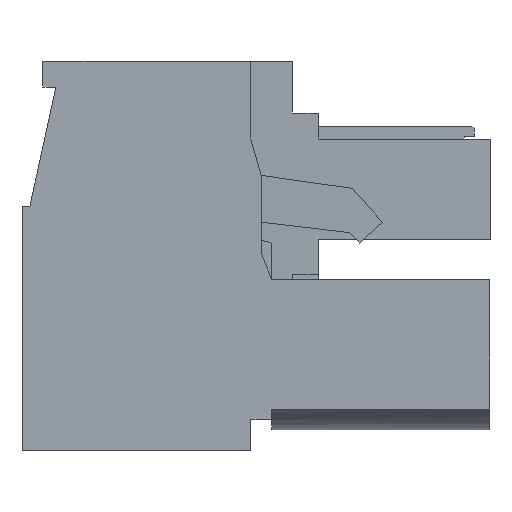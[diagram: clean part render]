
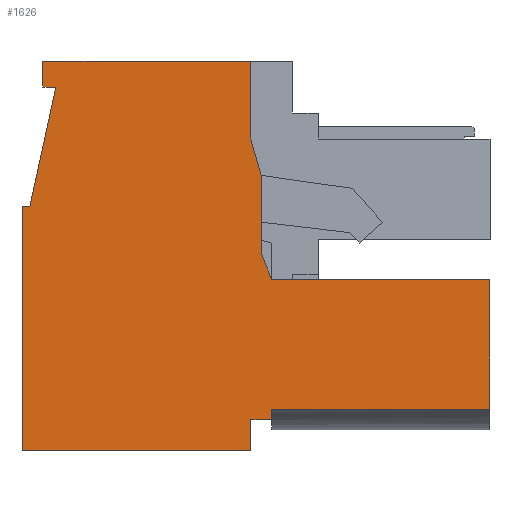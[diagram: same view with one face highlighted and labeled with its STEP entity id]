
A CAD part, left-side view. The second image highlights one B-rep face of the part: STEP entity #1626.
In plain terms, the highlighted planar face has unit normal (-1, 0, 0).
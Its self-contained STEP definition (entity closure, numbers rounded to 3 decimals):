
#1=DIRECTION('',(0.,0.,1.));
#2=VECTOR('',#1,1.);
#3=CARTESIAN_POINT('',(93.,47.2,-1.));
#4=LINE('',#3,#2);
#5=DIRECTION('',(0.,-1.,0.));
#6=VECTOR('',#5,8.);
#7=CARTESIAN_POINT('',(93.,47.2,0.));
#8=LINE('',#7,#6);
#9=DIRECTION('',(0.,0.,-1.));
#10=VECTOR('',#9,3.);
#11=CARTESIAN_POINT('',(93.,39.2,0.));
#12=LINE('',#11,#10);
#13=DIRECTION('',(0.,-0.275,-0.962));
#14=VECTOR('',#13,1.456);
#15=CARTESIAN_POINT('',(93.,39.2,-3.));
#16=LINE('',#15,#14);
#17=DIRECTION('',(0.,0.,-1.));
#18=VECTOR('',#17,3.);
#19=CARTESIAN_POINT('',(93.,38.8,-4.4));
#20=LINE('',#19,#18);
#21=DIRECTION('',(0.,-0.371,-0.928));
#22=VECTOR('',#21,1.077);
#23=CARTESIAN_POINT('',(93.,38.8,-7.4));
#24=LINE('',#23,#22);
#25=DIRECTION('',(0.,-1.,0.));
#26=VECTOR('',#25,8.4);
#27=CARTESIAN_POINT('',(93.,38.4,-8.4));
#28=LINE('',#27,#26);
#29=DIRECTION('',(0.,0.,-1.));
#30=VECTOR('',#29,5.);
#31=CARTESIAN_POINT('',(93.,30.,-8.4));
#32=LINE('',#31,#30);
#33=DIRECTION('',(0.,1.,0.));
#34=VECTOR('',#33,8.4);
#35=CARTESIAN_POINT('',(93.,30.,-13.4));
#36=LINE('',#35,#34);
#37=DIRECTION('',(0.,0.,-1.));
#38=VECTOR('',#37,0.4);
#39=CARTESIAN_POINT('',(93.,38.4,-13.4));
#40=LINE('',#39,#38);
#41=DIRECTION('',(0.,1.,0.));
#42=VECTOR('',#41,0.8);
#43=CARTESIAN_POINT('',(93.,38.4,-13.8));
#44=LINE('',#43,#42);
#45=DIRECTION('',(0.,0.,-1.));
#46=VECTOR('',#45,1.2);
#47=CARTESIAN_POINT('',(93.,39.2,-13.8));
#48=LINE('',#47,#46);
#49=DIRECTION('',(0.,1.,0.));
#50=VECTOR('',#49,8.8);
#51=CARTESIAN_POINT('',(93.,39.2,-15.));
#52=LINE('',#51,#50);
#53=DIRECTION('',(0.,0.,1.));
#54=VECTOR('',#53,9.4);
#55=CARTESIAN_POINT('',(93.,48.,-15.));
#56=LINE('',#55,#54);
#57=DIRECTION('',(0.,-1.,0.));
#58=VECTOR('',#57,0.3);
#59=CARTESIAN_POINT('',(93.,48.,-5.6));
#60=LINE('',#59,#58);
#61=DIRECTION('',(0.,-0.212,0.977));
#62=VECTOR('',#61,4.707);
#63=CARTESIAN_POINT('',(93.,47.7,-5.6));
#64=LINE('',#63,#62);
#65=DIRECTION('',(0.,1.,0.));
#66=VECTOR('',#65,0.5);
#67=CARTESIAN_POINT('',(93.,46.7,-1.));
#68=LINE('',#67,#66);
#1209=CARTESIAN_POINT('',(93.,47.2,-1.));
#1210=CARTESIAN_POINT('',(93.,47.2,0.));
#1211=VERTEX_POINT('',#1209);
#1212=VERTEX_POINT('',#1210);
#1213=CARTESIAN_POINT('',(93.,39.2,0.));
#1214=VERTEX_POINT('',#1213);
#1215=CARTESIAN_POINT('',(93.,39.2,-3.));
#1216=VERTEX_POINT('',#1215);
#1217=CARTESIAN_POINT('',(93.,38.8,-4.4));
#1218=VERTEX_POINT('',#1217);
#1219=CARTESIAN_POINT('',(93.,38.8,-7.4));
#1220=VERTEX_POINT('',#1219);
#1221=CARTESIAN_POINT('',(93.,38.4,-8.4));
#1222=VERTEX_POINT('',#1221);
#1223=CARTESIAN_POINT('',(93.,30.,-8.4));
#1224=VERTEX_POINT('',#1223);
#1225=CARTESIAN_POINT('',(93.,30.,-13.4));
#1226=VERTEX_POINT('',#1225);
#1227=CARTESIAN_POINT('',(93.,38.4,-13.4));
#1228=VERTEX_POINT('',#1227);
#1229=CARTESIAN_POINT('',(93.,38.4,-13.8));
#1230=VERTEX_POINT('',#1229);
#1231=CARTESIAN_POINT('',(93.,39.2,-13.8));
#1232=VERTEX_POINT('',#1231);
#1233=CARTESIAN_POINT('',(93.,39.2,-15.));
#1234=VERTEX_POINT('',#1233);
#1235=CARTESIAN_POINT('',(93.,48.,-15.));
#1236=VERTEX_POINT('',#1235);
#1237=CARTESIAN_POINT('',(93.,48.,-5.6));
#1238=VERTEX_POINT('',#1237);
#1239=CARTESIAN_POINT('',(93.,47.7,-5.6));
#1240=VERTEX_POINT('',#1239);
#1241=CARTESIAN_POINT('',(93.,46.7,-1.));
#1242=VERTEX_POINT('',#1241);
#1585=CARTESIAN_POINT('',(93.,0.,0.));
#1586=DIRECTION('',(-1.,0.,0.));
#1587=DIRECTION('',(0.,-1.,0.));
#1588=AXIS2_PLACEMENT_3D('',#1585,#1586,#1587);
#1589=PLANE('',#1588);
#1591=ORIENTED_EDGE('',*,*,#1590,.T.);
#1593=ORIENTED_EDGE('',*,*,#1592,.T.);
#1595=ORIENTED_EDGE('',*,*,#1594,.T.);
#1597=ORIENTED_EDGE('',*,*,#1596,.T.);
#1599=ORIENTED_EDGE('',*,*,#1598,.T.);
#1601=ORIENTED_EDGE('',*,*,#1600,.T.);
#1603=ORIENTED_EDGE('',*,*,#1602,.T.);
#1605=ORIENTED_EDGE('',*,*,#1604,.T.);
#1607=ORIENTED_EDGE('',*,*,#1606,.T.);
#1609=ORIENTED_EDGE('',*,*,#1608,.T.);
#1611=ORIENTED_EDGE('',*,*,#1610,.T.);
#1613=ORIENTED_EDGE('',*,*,#1612,.T.);
#1615=ORIENTED_EDGE('',*,*,#1614,.T.);
#1617=ORIENTED_EDGE('',*,*,#1616,.T.);
#1619=ORIENTED_EDGE('',*,*,#1618,.T.);
#1621=ORIENTED_EDGE('',*,*,#1620,.T.);
#1623=ORIENTED_EDGE('',*,*,#1622,.T.);
#1624=EDGE_LOOP('',(#1591,#1593,#1595,#1597,#1599,#1601,#1603,#1605,#1607,#1609,
#1611,#1613,#1615,#1617,#1619,#1621,#1623));
#1625=FACE_OUTER_BOUND('',#1624,.F.);
#1590=EDGE_CURVE('',#1211,#1212,#4,.T.);
#1592=EDGE_CURVE('',#1212,#1214,#8,.T.);
#1594=EDGE_CURVE('',#1214,#1216,#12,.T.);
#1596=EDGE_CURVE('',#1216,#1218,#16,.T.);
#1598=EDGE_CURVE('',#1218,#1220,#20,.T.);
#1600=EDGE_CURVE('',#1220,#1222,#24,.T.);
#1602=EDGE_CURVE('',#1222,#1224,#28,.T.);
#1604=EDGE_CURVE('',#1224,#1226,#32,.T.);
#1606=EDGE_CURVE('',#1226,#1228,#36,.T.);
#1608=EDGE_CURVE('',#1228,#1230,#40,.T.);
#1610=EDGE_CURVE('',#1230,#1232,#44,.T.);
#1612=EDGE_CURVE('',#1232,#1234,#48,.T.);
#1614=EDGE_CURVE('',#1234,#1236,#52,.T.);
#1616=EDGE_CURVE('',#1236,#1238,#56,.T.);
#1618=EDGE_CURVE('',#1238,#1240,#60,.T.);
#1620=EDGE_CURVE('',#1240,#1242,#64,.T.);
#1622=EDGE_CURVE('',#1242,#1211,#68,.T.);
#1626=ADVANCED_FACE('',(#1625),#1589,.T.);
